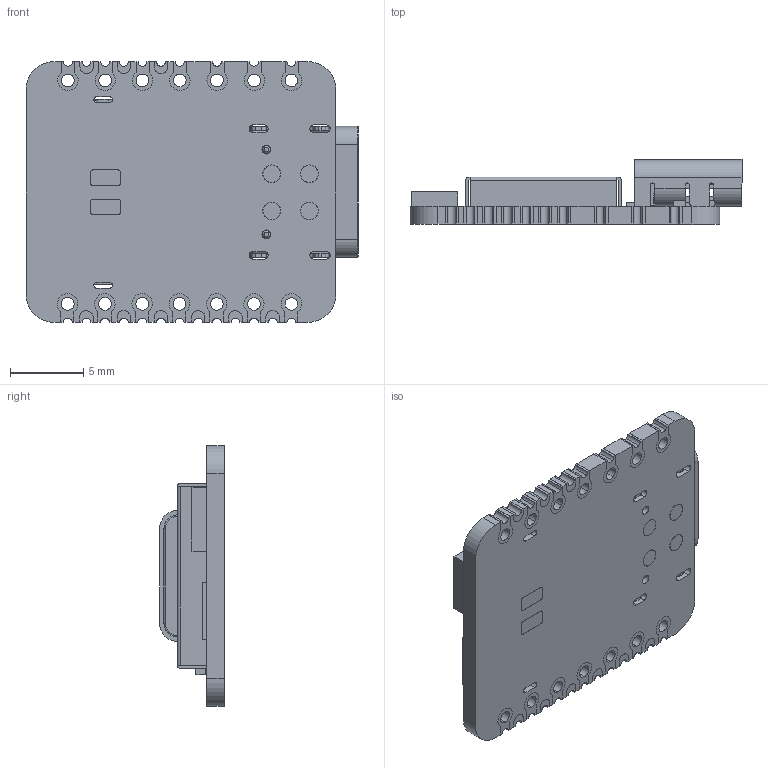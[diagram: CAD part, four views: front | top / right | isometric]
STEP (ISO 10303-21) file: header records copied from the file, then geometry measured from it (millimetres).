
FILE_DESCRIPTION(/* description */ ('','CAx-IF Rec.Pracs.---Representation and Presentation of Product Manufacturing Information (PMI)---4.0---2014-10-13'),/* implementation_level */ '2;1');
FILE_NAME(/* name */ 'XIAO nRF52840 Sense Plus.step',/* time_stamp */ '2025-01-31T08:17:45+05:30',/* author */ (''),/* organization */ (''),/* preprocessor_version */ 'ST-DEVELOPER v20',/* originating_system */ 'Autodesk Translation Framework v13.20.0.188',/* authorisation */ '');
FILE_SCHEMA (('AP242_MANAGED_MODEL_BASED_3D_ENGINEERING_MIM_LF { 1 0 10303 442 1 1 4 }'));
Length unit declared in the file: millimetre
Products named in the file (33): XIAO nRF52840 Sense Plus; XIAO ESP32S3 PLUS_V1.0_241025 1; XIAO ESP32S3 PLUS_V1.0_241025_PCB; USB TYPE C PORT; USB TYPE C PORT (1); BOSS-EXTRUDE14_8_; BOSS-EXTRUDE7_4_; BOSS-EXTRUDE7_3_; BOSS-EXTRUDE14_4_; BOSS-EXTRUDE14_2_; BOSS-EXTRUDE14_11_; BOSS-EXTRUDE7_7_; BOSS-EXTRUDE14_9_; BOSS-EXTRUDE14_3_; BOSS-EXTRUDE14_7_; MIRROR2; BOSS-EXTRUDE14_5_; BOSS-EXTRUDE14_12_; BOSS-EXTRUDE7_8_; BOSS-EXTRUDE7_1_; BOSS-EXTRUDE14_10_; BOSS-EXTRUDE7_9_; BOSS-EXTRUDE14_6_; CHAMFER9; BOSS-EXTRUDE14_1_; BOSS-EXTRUDE7_6_; BOSS-EXTRUDE7_2_; CUT-EXTRUDE5; BOSS-EXTRUDE7_5_; Shield; SKTAAAE010 v1; Body; Pins
Assembly tree (32 placements, depth 6):
  XIAO nRF52840 Sense Plus
    XIAO ESP32S3 PLUS_V1.0_241025 1
      XIAO ESP32S3 PLUS_V1.0_241025_PCB
        USB TYPE C PORT
          USB TYPE C PORT (1)
            BOSS-EXTRUDE14_8_
            BOSS-EXTRUDE7_4_
            BOSS-EXTRUDE7_3_
            BOSS-EXTRUDE14_4_
            BOSS-EXTRUDE14_2_
            BOSS-EXTRUDE14_11_
            BOSS-EXTRUDE7_7_
            BOSS-EXTRUDE14_9_
            BOSS-EXTRUDE14_3_
            BOSS-EXTRUDE14_7_
            MIRROR2
            BOSS-EXTRUDE14_5_
            BOSS-EXTRUDE14_12_
            BOSS-EXTRUDE7_8_
            BOSS-EXTRUDE7_1_
            BOSS-EXTRUDE14_10_
            BOSS-EXTRUDE7_9_
            BOSS-EXTRUDE14_6_
            CHAMFER9
            BOSS-EXTRUDE14_1_
            BOSS-EXTRUDE7_6_
            BOSS-EXTRUDE7_2_
            CUT-EXTRUDE5
            BOSS-EXTRUDE7_5_
        Shield
        SKTAAAE010 v1
          Body
          Pins
Bounding box: 22.64 x 4.42 x 17.78 mm (x, y, z)
Volume: 604.7 mm3; surface area: 2217.9 mm2
Topology: 64 solids, 64 shells, 911 faces, 2269 edges, 1479 vertices
Faces by surface type: plane 614, cylinder 270, torus 12, cone 7, sphere 6, bspline 2
Full cylindrical faces by diameter (mm): 0.5 x2, 0.6 x2, 0.85 x1, 0.909 x1, 1.2 x8
Entity records: 28438 total; most frequent: CARTESIAN_POINT 5011, DIRECTION 4764, ORIENTED_EDGE 4520, EDGE_CURVE 2260, LINE 1696, VECTOR 1696, AXIS2_PLACEMENT_3D 1534, VERTEX_POINT 1479
